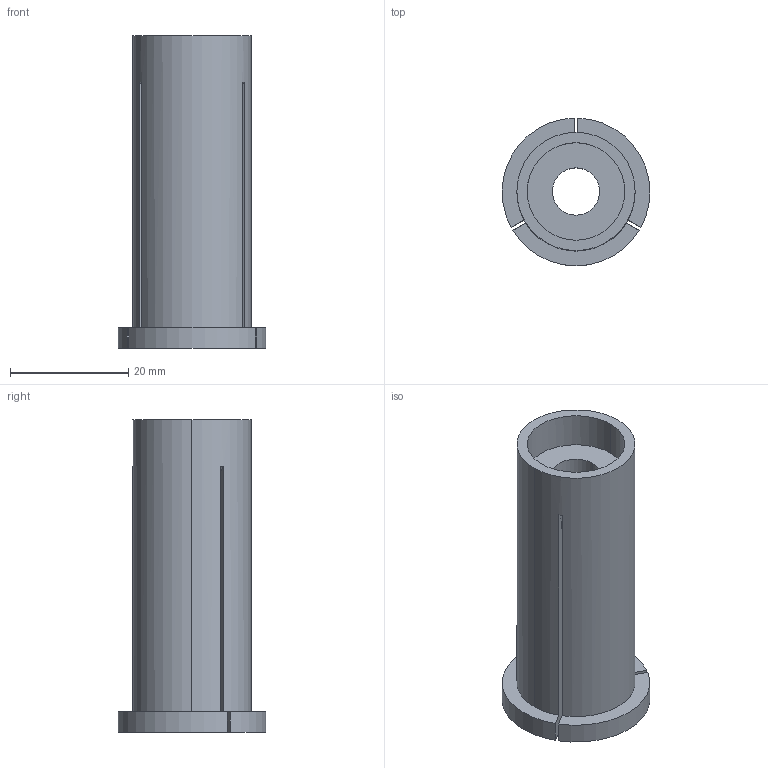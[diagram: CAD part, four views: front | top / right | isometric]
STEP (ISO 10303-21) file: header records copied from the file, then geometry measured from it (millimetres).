
FILE_DESCRIPTION (( 'STEP AP203' ), '1' );
FILE_NAME ('STP-19462-16.STEP', '2019-08-14T06:25:01', ( '' ), ( '' ), 'SwSTEP 2.0', 'SolidWorks 2017', '' );
FILE_SCHEMA (( 'CONFIG_CONTROL_DESIGN' ));
Length unit declared in the file: millimetre
Products named in the file (1): STP-19462-16
Bounding box: 25 x 25 x 52.9 mm (x, y, z)
Volume: 7257.1 mm3; surface area: 7834.4 mm2
Topology: 2 solids, 2 shells, 37 faces, 102 edges, 68 vertices
Faces by surface type: cylinder 19, plane 18
Entity records: 1289 total; most frequent: CARTESIAN_POINT 226, DIRECTION 216, ORIENTED_EDGE 204, EDGE_CURVE 102, AXIS2_PLACEMENT_3D 82, VERTEX_POINT 68, LINE 52, VECTOR 52
